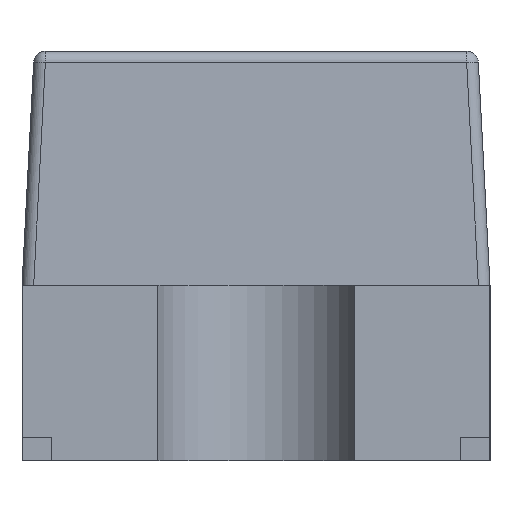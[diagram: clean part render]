
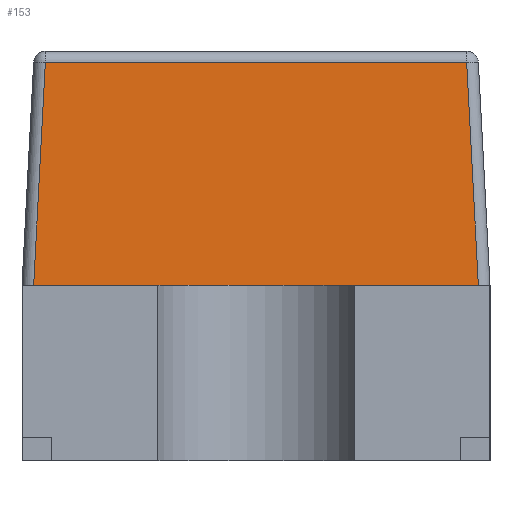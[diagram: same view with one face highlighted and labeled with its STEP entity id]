
A CAD part, left-side view. The second image highlights one B-rep face of the part: STEP entity #153.
In plain terms, the highlighted planar face has unit normal (-0.999, 0, 0.052).
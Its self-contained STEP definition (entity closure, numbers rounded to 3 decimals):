
#56 = VERTEX_POINT('',#57);
#57 = CARTESIAN_POINT('',(-0.55,0.38,0.3));
#71 = VERTEX_POINT('',#72);
#72 = CARTESIAN_POINT('',(-0.55,0.3,0.3));
#78 = EDGE_CURVE('',#56,#71,#79,.T.);
#79 = LINE('',#80,#81);
#80 = CARTESIAN_POINT('',(-0.55,0.4,0.3));
#81 = VECTOR('',#82,1.);
#82 = DIRECTION('',(0.,-1.,0.));
#153 = ADVANCED_FACE('',(#154),#187,.T.);
#154 = FACE_BOUND('',#155,.T.);
#155 = EDGE_LOOP('',(#156,#166,#172,#173,#181));
#156 = ORIENTED_EDGE('',*,*,#157,.F.);
#157 = EDGE_CURVE('',#158,#160,#162,.T.);
#158 = VERTEX_POINT('',#159);
#159 = CARTESIAN_POINT('',(-0.53,0.36,0.681
    ));
#160 = VERTEX_POINT('',#161);
#161 = CARTESIAN_POINT('',(-0.53,-0.36,
    0.681));
#162 = LINE('',#163,#164);
#163 = CARTESIAN_POINT('',(-0.53,0.379,0.681
    ));
#164 = VECTOR('',#165,1.);
#165 = DIRECTION('',(0.,-1.,0.));
#166 = ORIENTED_EDGE('',*,*,#167,.F.);
#167 = EDGE_CURVE('',#56,#158,#168,.T.);
#168 = LINE('',#169,#170);
#169 = CARTESIAN_POINT('',(-0.549,0.379,0.32
    ));
#170 = VECTOR('',#171,1.);
#171 = DIRECTION('',(0.052,-0.052,
    0.997));
#172 = ORIENTED_EDGE('',*,*,#78,.T.);
#173 = ORIENTED_EDGE('',*,*,#174,.F.);
#174 = EDGE_CURVE('',#175,#71,#177,.T.);
#175 = VERTEX_POINT('',#176);
#176 = CARTESIAN_POINT('',(-0.55,-0.38,0.3));
#177 = LINE('',#178,#179);
#178 = CARTESIAN_POINT('',(-0.55,-0.35,0.3));
#179 = VECTOR('',#180,1.);
#180 = DIRECTION('',(0.,1.,0.));
#181 = ORIENTED_EDGE('',*,*,#182,.T.);
#182 = EDGE_CURVE('',#175,#160,#183,.T.);
#183 = LINE('',#184,#185);
#184 = CARTESIAN_POINT('',(-0.549,-0.379,
    0.32));
#185 = VECTOR('',#186,1.);
#186 = DIRECTION('',(0.052,0.052,
    0.997));
#187 = PLANE('',#188);
#188 = AXIS2_PLACEMENT_3D('',#189,#190,#191);
#189 = CARTESIAN_POINT('',(-0.55,0.,0.3));
#190 = DIRECTION('',(-0.999,0.,0.052));
#191 = DIRECTION('',(0.052,0.,0.999));
